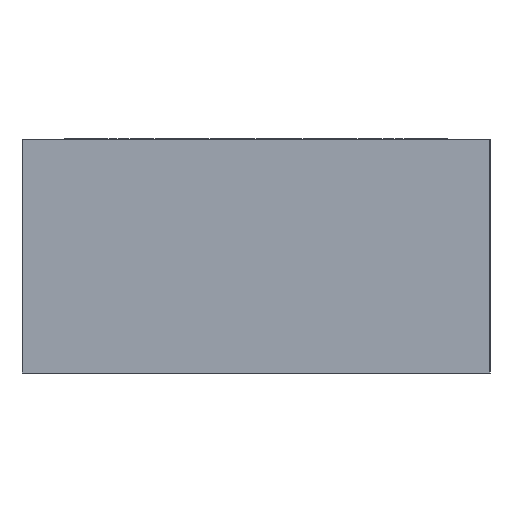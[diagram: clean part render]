
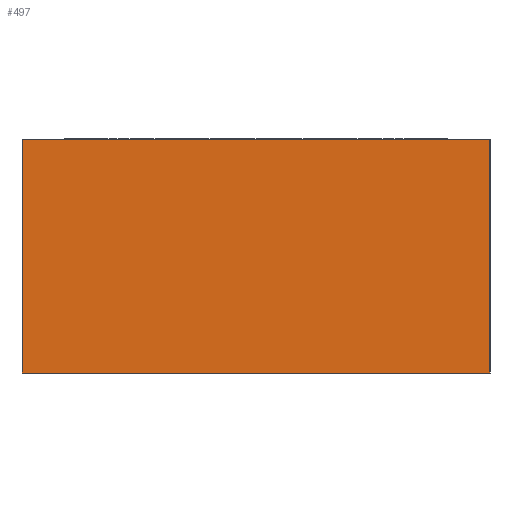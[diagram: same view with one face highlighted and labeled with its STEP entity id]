
A CAD part, left-side view. The second image highlights one B-rep face of the part: STEP entity #497.
In plain terms, the highlighted planar face has unit normal (-1, 0, 0).
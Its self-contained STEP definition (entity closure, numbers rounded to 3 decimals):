
#54=PLANE('',#568);
#77=FACE_OUTER_BOUND('',#134,.T.);
#134=EDGE_LOOP('',(#454,#455,#456,#457));
#158=LINE('',#831,#187);
#159=LINE('',#834,#188);
#161=LINE('',#838,#190);
#163=LINE('',#841,#192);
#187=VECTOR('',#700,10.);
#188=VECTOR('',#703,10.);
#190=VECTOR('',#707,10.);
#192=VECTOR('',#711,10.);
#265=VERTEX_POINT('',#827);
#266=VERTEX_POINT('',#829);
#267=VERTEX_POINT('',#833);
#268=VERTEX_POINT('',#837);
#326=EDGE_CURVE('',#265,#266,#158,.T.);
#327=EDGE_CURVE('',#266,#267,#159,.T.);
#329=EDGE_CURVE('',#267,#268,#161,.T.);
#331=EDGE_CURVE('',#268,#265,#163,.T.);
#454=ORIENTED_EDGE('',*,*,#331,.T.);
#455=ORIENTED_EDGE('',*,*,#326,.T.);
#456=ORIENTED_EDGE('',*,*,#327,.T.);
#457=ORIENTED_EDGE('',*,*,#329,.T.);
#497=ADVANCED_FACE('',(#77),#54,.F.);
#568=AXIS2_PLACEMENT_3D('',#842,#712,#713);
#700=DIRECTION('',(0.,1.,0.));
#703=DIRECTION('',(0.,0.,-1.));
#707=DIRECTION('',(0.,-1.,0.));
#711=DIRECTION('',(0.,0.,1.));
#712=DIRECTION('center_axis',(1.,0.,0.));
#713=DIRECTION('ref_axis',(0.,0.,-1.));
#827=CARTESIAN_POINT('',(-68.,-4.,4.));
#829=CARTESIAN_POINT('',(-68.,4.,4.));
#831=CARTESIAN_POINT('',(-68.,0.,4.));
#833=CARTESIAN_POINT('',(-68.,4.,0.));
#834=CARTESIAN_POINT('',(-68.,4.,2.));
#837=CARTESIAN_POINT('',(-68.,-4.,0.));
#838=CARTESIAN_POINT('',(-68.,0.,0.));
#841=CARTESIAN_POINT('',(-68.,-4.,2.));
#842=CARTESIAN_POINT('Origin',(-68.,0.,2.));
